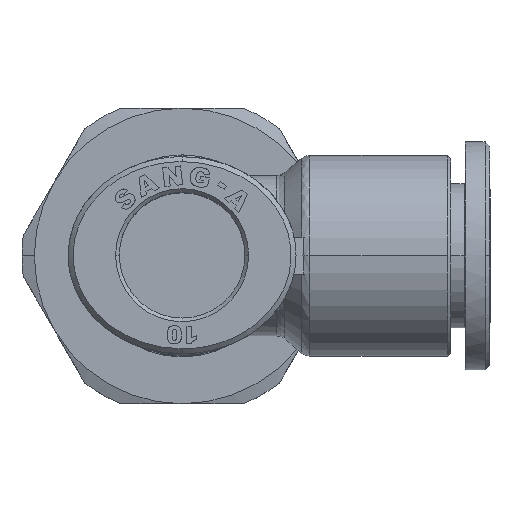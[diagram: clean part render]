
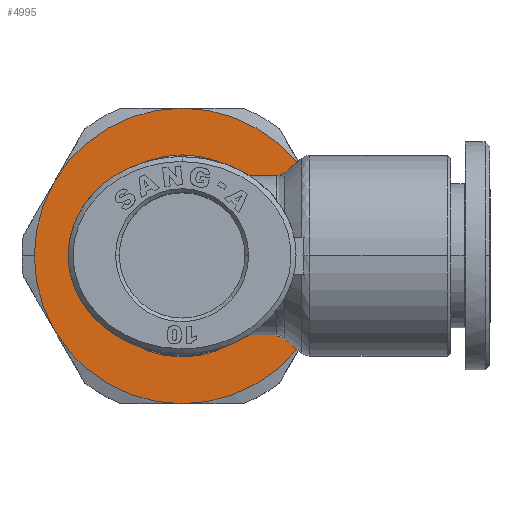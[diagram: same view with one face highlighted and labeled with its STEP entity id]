
A CAD part, top view. The second image highlights one B-rep face of the part: STEP entity #4995.
In plain terms, the highlighted planar face has unit normal (0, 0, 1).
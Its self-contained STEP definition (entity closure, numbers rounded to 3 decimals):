
#829 = VERTEX_POINT ( 'NONE', #19601 ) ;
#1649 = AXIS2_PLACEMENT_3D ( 'NONE', #18246, #20671, #22896 ) ;
#1718 = CIRCLE ( 'NONE', #1649, 12. ) ;
#1893 = AXIS2_PLACEMENT_3D ( 'NONE', #8895, #6051, #11312 ) ;
#2675 = ORIENTED_EDGE ( 'NONE', *, *, #19399, .F. ) ;
#2829 = EDGE_CURVE ( 'NONE', #4300, #27801, #24055, .T. ) ;
#3975 = CARTESIAN_POINT ( 'NONE',  ( -9.233, 0., -9.1 ) ) ;
#4300 = VERTEX_POINT ( 'NONE', #19451 ) ;
#4771 = ORIENTED_EDGE ( 'NONE', *, *, #29408, .F. ) ;
#4828 = AXIS2_PLACEMENT_3D ( 'NONE', #15301, #27093, #27492 ) ;
#4995 = ADVANCED_FACE ( 'NONE', ( #24187, #26041 ), #30937, .F. ) ;
#5431 = AXIS2_PLACEMENT_3D ( 'NONE', #20640, #13400, #30438 ) ;
#6051 = DIRECTION ( 'NONE',  ( 0., 0., 1. ) ) ;
#6057 = CARTESIAN_POINT ( 'NONE',  ( -19.626, -6., -9.1 ) ) ;
#6526 = CARTESIAN_POINT ( 'NONE',  ( -9.233, 0., -9.1 ) ) ;
#7288 = CARTESIAN_POINT ( 'NONE',  ( -19.626, 6., -9.1 ) ) ;
#8087 = VERTEX_POINT ( 'NONE', #26563 ) ;
#8222 = ORIENTED_EDGE ( 'NONE', *, *, #21395, .F. ) ;
#8579 = DIRECTION ( 'NONE',  ( 0., 0., -1. ) ) ;
#8722 = VERTEX_POINT ( 'NONE', #12741 ) ;
#8822 = CARTESIAN_POINT ( 'NONE',  ( 1.159, -6., -9.1 ) ) ;
#8895 = CARTESIAN_POINT ( 'NONE',  ( -9.233, 0., -9.1 ) ) ;
#8949 = DIRECTION ( 'NONE',  ( -1., 0., 0. ) ) ;
#8957 = CIRCLE ( 'NONE', #14834, 8.204 ) ;
#9030 = CIRCLE ( 'NONE', #10980, 12. ) ;
#9053 = ORIENTED_EDGE ( 'NONE', *, *, #23550, .F. ) ;
#9624 = EDGE_LOOP ( 'NONE', ( #8222, #2675 ) ) ;
#9924 = VERTEX_POINT ( 'NONE', #29703 ) ;
#10212 = CIRCLE ( 'NONE', #10373, 12. ) ;
#10373 = AXIS2_PLACEMENT_3D ( 'NONE', #6526, #23361, #8949 ) ;
#10464 = VERTEX_POINT ( 'NONE', #8822 ) ;
#10980 = AXIS2_PLACEMENT_3D ( 'NONE', #16023, #30649, #20747 ) ;
#11312 = DIRECTION ( 'NONE',  ( -1., 0., 0. ) ) ;
#11483 = AXIS2_PLACEMENT_3D ( 'NONE', #27724, #8579, #25407 ) ;
#11673 = DIRECTION ( 'NONE',  ( -1., 0., 0. ) ) ;
#11887 = CARTESIAN_POINT ( 'NONE',  ( -9.233, 0., -9.1 ) ) ;
#12741 = CARTESIAN_POINT ( 'NONE',  ( -9.233, -12., -9.1 ) ) ;
#12798 = VERTEX_POINT ( 'NONE', #22141 ) ;
#13400 = DIRECTION ( 'NONE',  ( 0., 0., -1. ) ) ;
#14116 = DIRECTION ( 'NONE',  ( 0., 0., -1. ) ) ;
#14614 = DIRECTION ( 'NONE',  ( -1., 0., 0. ) ) ;
#14834 = AXIS2_PLACEMENT_3D ( 'NONE', #23970, #28915, #14614 ) ;
#15229 = CIRCLE ( 'NONE', #4828, 12. ) ;
#15301 = CARTESIAN_POINT ( 'NONE',  ( -9.233, 0., -9.1 ) ) ;
#15868 = DIRECTION ( 'NONE',  ( -1., 0., 0. ) ) ;
#16023 = CARTESIAN_POINT ( 'NONE',  ( -9.233, 0., -9.1 ) ) ;
#17239 = EDGE_CURVE ( 'NONE', #8722, #21065, #1718, .T. ) ;
#17511 = EDGE_LOOP ( 'NONE', ( #28281, #22115, #31232, #24881, #9053, #27736, #4771 ) ) ;
#18246 = CARTESIAN_POINT ( 'NONE',  ( -9.233, 0., -9.1 ) ) ;
#19399 = EDGE_CURVE ( 'NONE', #8087, #829, #20710, .T. ) ;
#19451 = CARTESIAN_POINT ( 'NONE',  ( -21.233, 0., -9.1 ) ) ;
#19601 = CARTESIAN_POINT ( 'NONE',  ( -17.437, 0., -9.1 ) ) ;
#20640 = CARTESIAN_POINT ( 'NONE',  ( -9.233, 0., -9.1 ) ) ;
#20671 = DIRECTION ( 'NONE',  ( 0., 0., -1. ) ) ;
#20710 = CIRCLE ( 'NONE', #1893, 8.204 ) ;
#20747 = DIRECTION ( 'NONE',  ( -1., 0., 0. ) ) ;
#20802 = DIRECTION ( 'NONE',  ( 0., 0., -1. ) ) ;
#21065 = VERTEX_POINT ( 'NONE', #6057 ) ;
#21395 = EDGE_CURVE ( 'NONE', #829, #8087, #8957, .T. ) ;
#22115 = ORIENTED_EDGE ( 'NONE', *, *, #25951, .F. ) ;
#22141 = CARTESIAN_POINT ( 'NONE',  ( -9.233, 12., -9.1 ) ) ;
#22896 = DIRECTION ( 'NONE',  ( -1., 0., 0. ) ) ;
#23361 = DIRECTION ( 'NONE',  ( 0., 0., -1. ) ) ;
#23418 = AXIS2_PLACEMENT_3D ( 'NONE', #3975, #20802, #15868 ) ;
#23550 = EDGE_CURVE ( 'NONE', #21065, #4300, #9030, .T. ) ;
#23970 = CARTESIAN_POINT ( 'NONE',  ( -9.233, 0., -9.1 ) ) ;
#24055 = CIRCLE ( 'NONE', #23418, 12. ) ;
#24141 = AXIS2_PLACEMENT_3D ( 'NONE', #11887, #14116, #11673 ) ;
#24187 = FACE_BOUND ( 'NONE', #9624, .T. ) ;
#24383 = CIRCLE ( 'NONE', #11483, 12. ) ;
#24881 = ORIENTED_EDGE ( 'NONE', *, *, #2829, .F. ) ;
#25407 = DIRECTION ( 'NONE',  ( -1., 0., 0. ) ) ;
#25951 = EDGE_CURVE ( 'NONE', #12798, #9924, #15229, .T. ) ;
#26021 = EDGE_CURVE ( 'NONE', #9924, #10464, #26514, .T. ) ;
#26041 = FACE_OUTER_BOUND ( 'NONE', #17511, .T. ) ;
#26514 = CIRCLE ( 'NONE', #5431, 12. ) ;
#26563 = CARTESIAN_POINT ( 'NONE',  ( -1.029, 0., -9.1 ) ) ;
#27093 = DIRECTION ( 'NONE',  ( 0., 0., -1. ) ) ;
#27492 = DIRECTION ( 'NONE',  ( -1., 0., 0. ) ) ;
#27724 = CARTESIAN_POINT ( 'NONE',  ( -9.233, 0., -9.1 ) ) ;
#27736 = ORIENTED_EDGE ( 'NONE', *, *, #17239, .F. ) ;
#27801 = VERTEX_POINT ( 'NONE', #7288 ) ;
#28281 = ORIENTED_EDGE ( 'NONE', *, *, #26021, .F. ) ;
#28915 = DIRECTION ( 'NONE',  ( 0., 0., 1. ) ) ;
#29408 = EDGE_CURVE ( 'NONE', #10464, #8722, #10212, .T. ) ;
#29703 = CARTESIAN_POINT ( 'NONE',  ( 1.159, 6., -9.1 ) ) ;
#30438 = DIRECTION ( 'NONE',  ( -1., 0., 0. ) ) ;
#30584 = EDGE_CURVE ( 'NONE', #27801, #12798, #24383, .T. ) ;
#30649 = DIRECTION ( 'NONE',  ( 0., 0., -1. ) ) ;
#30937 = PLANE ( 'NONE',  #24141 ) ;
#31232 = ORIENTED_EDGE ( 'NONE', *, *, #30584, .F. ) ;
